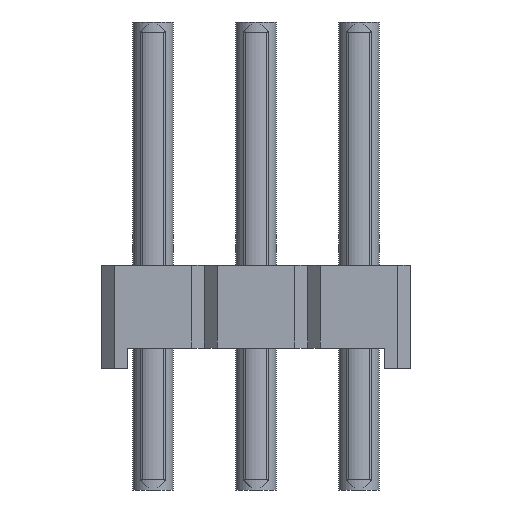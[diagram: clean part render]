
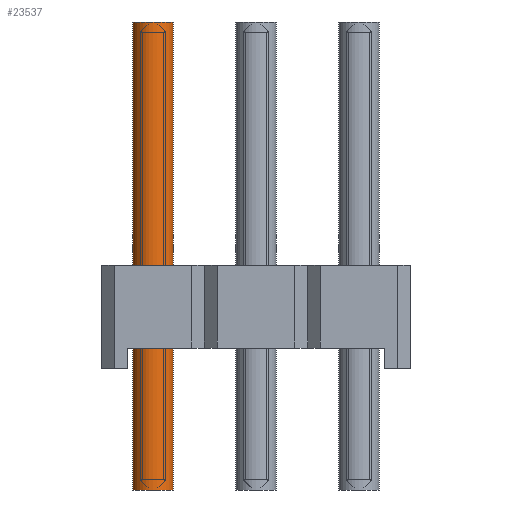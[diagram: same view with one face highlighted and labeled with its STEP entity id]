
A CAD part, left-side view. The second image highlights one B-rep face of the part: STEP entity #23537.
In plain terms, the highlighted cylindrical face has radius 0.5 mm (diameter 1 mm), a full revolution.
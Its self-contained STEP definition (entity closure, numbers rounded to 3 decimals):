
#479=CIRCLE('',#24768,0.5);
#480=CIRCLE('',#24769,0.5);
#1404=CYLINDRICAL_SURFACE('',#24767,0.5);
#1973=ORIENTED_EDGE('',*,*,#8971,.F.);
#1974=ORIENTED_EDGE('',*,*,#8972,.T.);
#8971=EDGE_CURVE('',#12479,#12479,#479,.T.);
#8972=EDGE_CURVE('',#12480,#12480,#480,.T.);
#12479=VERTEX_POINT('',#34102);
#12480=VERTEX_POINT('',#34104);
#20003=EDGE_LOOP('',(#1973));
#20004=EDGE_LOOP('',(#1974));
#21411=FACE_BOUND('',#20003,.T.);
#21412=FACE_BOUND('',#20004,.T.);
#23537=ADVANCED_FACE('',(#21411,#21412),#1404,.F.);
#24767=AXIS2_PLACEMENT_3D('',#34100,#27059,#27060);
#24768=AXIS2_PLACEMENT_3D('',#34101,#27061,#27062);
#24769=AXIS2_PLACEMENT_3D('',#34103,#27063,#27064);
#27059=DIRECTION('',(0.,0.,1.));
#27060=DIRECTION('',(1.,0.,0.));
#27061=DIRECTION('',(0.,0.,-1.));
#27062=DIRECTION('',(1.,0.,0.));
#27063=DIRECTION('',(0.,0.,-1.));
#27064=DIRECTION('',(1.,0.,0.));
#34100=CARTESIAN_POINT('',(0.,0.,0.));
#34101=CARTESIAN_POINT('',(0.,0.,11.54));
#34102=CARTESIAN_POINT('',(0.5,0.,11.54));
#34103=CARTESIAN_POINT('',(0.,0.,0.));
#34104=CARTESIAN_POINT('',(0.5,0.,0.));
